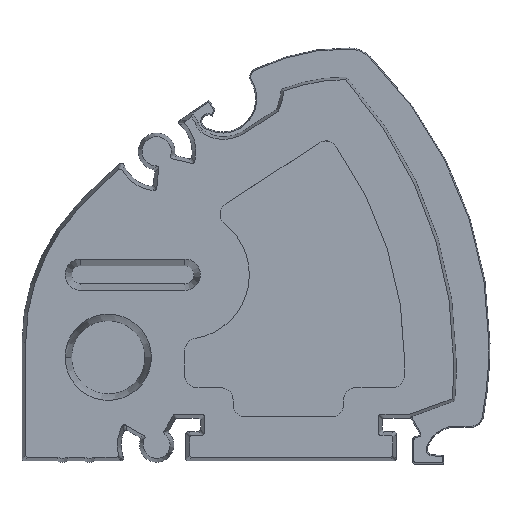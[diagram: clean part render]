
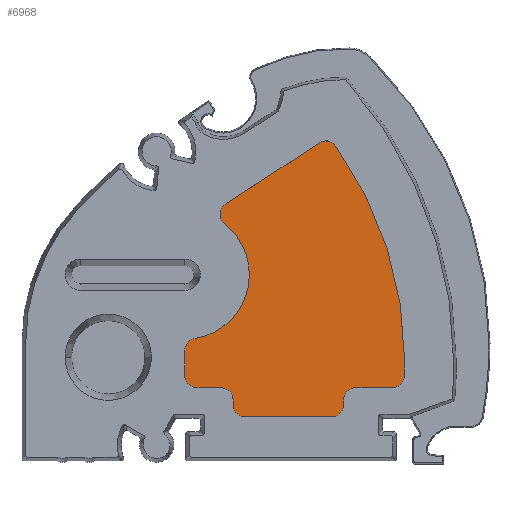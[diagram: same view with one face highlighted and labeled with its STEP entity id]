
A CAD part, top view. The second image highlights one B-rep face of the part: STEP entity #6968.
In plain terms, the highlighted planar face has unit normal (0, 0, 1).
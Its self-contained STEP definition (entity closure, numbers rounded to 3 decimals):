
#2558=DIRECTION('',(-1.,0.,0.));
#2559=VECTOR('',#2558,2.972);
#2560=CARTESIAN_POINT('',(15.216,-8.478,1.));
#2561=LINE('',#2560,#2559);
#2562=CARTESIAN_POINT('',(12.244,-9.478,1.));
#2563=DIRECTION('',(0.,0.,1.));
#2564=DIRECTION('',(0.,1.,0.));
#2565=AXIS2_PLACEMENT_3D('',#2562,#2563,#2564);
#2567=DIRECTION('',(0.,-1.,0.));
#2568=VECTOR('',#2567,0.386);
#2569=CARTESIAN_POINT('',(11.244,-9.478,1.));
#2570=LINE('',#2569,#2568);
#2571=CARTESIAN_POINT('',(10.244,-9.864,1.));
#2572=DIRECTION('',(0.,0.,-1.));
#2573=DIRECTION('',(1.,0.,0.));
#2574=AXIS2_PLACEMENT_3D('',#2571,#2572,#2573);
#2576=DIRECTION('',(-1.,0.,0.));
#2577=VECTOR('',#2576,7.045);
#2578=CARTESIAN_POINT('',(10.244,-10.864,1.));
#2579=LINE('',#2578,#2577);
#2580=CARTESIAN_POINT('',(3.199,-9.864,1.));
#2581=DIRECTION('',(0.,0.,-1.));
#2582=DIRECTION('',(0.,-1.,0.));
#2583=AXIS2_PLACEMENT_3D('',#2580,#2581,#2582);
#2585=DIRECTION('',(0.,1.,0.));
#2586=VECTOR('',#2585,0.386);
#2587=CARTESIAN_POINT('',(2.199,-9.864,1.));
#2588=LINE('',#2587,#2586);
#2589=CARTESIAN_POINT('',(1.199,-9.478,1.));
#2590=DIRECTION('',(0.,0.,1.));
#2591=DIRECTION('',(1.,0.,0.));
#2592=AXIS2_PLACEMENT_3D('',#2589,#2590,#2591);
#2594=DIRECTION('',(-1.,0.,0.));
#2595=VECTOR('',#2594,1.949);
#2596=CARTESIAN_POINT('',(1.199,-8.478,1.));
#2597=LINE('',#2596,#2595);
#2598=CARTESIAN_POINT('',(-0.75,-7.478,1.));
#2599=DIRECTION('',(0.,0.,-1.));
#2600=DIRECTION('',(0.,-1.,0.));
#2601=AXIS2_PLACEMENT_3D('',#2598,#2599,#2600);
#2603=DIRECTION('',(0.,1.,0.));
#2604=VECTOR('',#2603,2.029);
#2605=CARTESIAN_POINT('',(-1.75,-7.478,1.));
#2606=LINE('',#2605,#2604);
#2607=CARTESIAN_POINT('',(-0.75,-5.449,1.));
#2608=DIRECTION('',(0.,0.,-1.));
#2609=DIRECTION('',(-1.,0.,0.));
#2610=AXIS2_PLACEMENT_3D('',#2607,#2608,#2609);
#2612=CARTESIAN_POINT('',(-1.75,0.75,1.));
#2613=DIRECTION('',(0.,0.,1.));
#2614=DIRECTION('',(0.159,-0.987,0.));
#2615=AXIS2_PLACEMENT_3D('',#2612,#2613,#2614);
#2617=CARTESIAN_POINT('',(-1.75,0.75,1.));
#2618=DIRECTION('',(0.,0.,1.));
#2619=DIRECTION('',(1.,0.,0.));
#2620=AXIS2_PLACEMENT_3D('',#2617,#2618,#2619);
#2622=CARTESIAN_POINT('',(2.132,5.685,1.));
#2623=DIRECTION('',(0.,0.,-1.));
#2624=DIRECTION('',(-0.618,-0.786,0.));
#2625=AXIS2_PLACEMENT_3D('',#2622,#2623,#2624);
#2627=DIRECTION('',(0.838,0.546,0.));
#2628=VECTOR('',#2627,9.149);
#2629=CARTESIAN_POINT('',(1.586,6.523,1.));
#2630=LINE('',#2629,#2628);
#2631=CARTESIAN_POINT('',(9.795,10.683,1.));
#2632=DIRECTION('',(0.,0.,-1.));
#2633=DIRECTION('',(-0.546,0.838,0.));
#2634=AXIS2_PLACEMENT_3D('',#2631,#2632,#2633);
#2636=CARTESIAN_POINT('',(-14.311,-6.402,1.));
#2637=DIRECTION('',(0.,0.,-1.));
#2638=DIRECTION('',(0.816,0.578,0.));
#2639=AXIS2_PLACEMENT_3D('',#2636,#2637,#2638);
#2641=CARTESIAN_POINT('',(-14.311,-6.402,1.));
#2642=DIRECTION('',(0.,0.,-1.));
#2643=DIRECTION('',(1.,0.,0.));
#2644=AXIS2_PLACEMENT_3D('',#2641,#2642,#2643);
#2646=CARTESIAN_POINT('',(15.216,-7.478,1.));
#2647=DIRECTION('',(0.,0.,-1.));
#2648=DIRECTION('',(0.999,-0.036,0.));
#2649=AXIS2_PLACEMENT_3D('',#2646,#2647,#2648);
#3663=CARTESIAN_POINT('',(1.199,-8.478,1.));
#3664=VERTEX_POINT('',#3663);
#3665=CARTESIAN_POINT('',(2.199,-9.478,1.));
#3666=VERTEX_POINT('',#3665);
#3667=CARTESIAN_POINT('',(-0.75,-8.478,1.));
#3668=VERTEX_POINT('',#3667);
#3669=CARTESIAN_POINT('',(-1.75,-7.478,1.));
#3670=VERTEX_POINT('',#3669);
#3671=CARTESIAN_POINT('',(15.216,-8.478,1.));
#3672=CARTESIAN_POINT('',(12.244,-8.478,1.));
#3673=VERTEX_POINT('',#3671);
#3674=VERTEX_POINT('',#3672);
#3675=CARTESIAN_POINT('',(11.244,-9.478,1.));
#3676=VERTEX_POINT('',#3675);
#3677=CARTESIAN_POINT('',(11.244,-9.864,1.));
#3678=VERTEX_POINT('',#3677);
#3679=CARTESIAN_POINT('',(10.244,-10.864,1.));
#3680=VERTEX_POINT('',#3679);
#3681=CARTESIAN_POINT('',(3.199,-10.864,1.));
#3682=VERTEX_POINT('',#3681);
#3683=CARTESIAN_POINT('',(2.199,-9.864,1.));
#3684=VERTEX_POINT('',#3683);
#3685=CARTESIAN_POINT('',(-1.75,-5.449,1.));
#3686=VERTEX_POINT('',#3685);
#3687=CARTESIAN_POINT('',(-0.909,-4.462,1.));
#3688=VERTEX_POINT('',#3687);
#3689=CARTESIAN_POINT('',(3.529,0.75,1.));
#3690=CARTESIAN_POINT('',(1.514,4.899,1.));
#3691=VERTEX_POINT('',#3689);
#3692=VERTEX_POINT('',#3690);
#3693=CARTESIAN_POINT('',(1.586,6.523,1.));
#3694=VERTEX_POINT('',#3693);
#3695=CARTESIAN_POINT('',(9.248,11.521,1.));
#3696=VERTEX_POINT('',#3695);
#3697=CARTESIAN_POINT('',(10.611,11.262,1.));
#3698=VERTEX_POINT('',#3697);
#3699=CARTESIAN_POINT('',(16.235,-6.402,1.));
#3700=CARTESIAN_POINT('',(16.215,-7.514,1.));
#3701=VERTEX_POINT('',#3699);
#3702=VERTEX_POINT('',#3700);
#6924=CARTESIAN_POINT('',(0.,0.,1.));
#6925=DIRECTION('',(0.,0.,1.));
#6926=DIRECTION('',(1.,0.,0.));
#6927=AXIS2_PLACEMENT_3D('',#6924,#6925,#6926);
#6928=PLANE('',#6927);
#6930=ORIENTED_EDGE('',*,*,#6929,.T.);
#6932=ORIENTED_EDGE('',*,*,#6931,.T.);
#6934=ORIENTED_EDGE('',*,*,#6933,.T.);
#6936=ORIENTED_EDGE('',*,*,#6935,.T.);
#6938=ORIENTED_EDGE('',*,*,#6937,.T.);
#6940=ORIENTED_EDGE('',*,*,#6939,.T.);
#6942=ORIENTED_EDGE('',*,*,#6941,.T.);
#6943=ORIENTED_EDGE('',*,*,#6889,.T.);
#6944=ORIENTED_EDGE('',*,*,#6905,.T.);
#6945=ORIENTED_EDGE('',*,*,#6915,.T.);
#6947=ORIENTED_EDGE('',*,*,#6946,.T.);
#6949=ORIENTED_EDGE('',*,*,#6948,.T.);
#6951=ORIENTED_EDGE('',*,*,#6950,.T.);
#6953=ORIENTED_EDGE('',*,*,#6952,.T.);
#6955=ORIENTED_EDGE('',*,*,#6954,.T.);
#6957=ORIENTED_EDGE('',*,*,#6956,.T.);
#6959=ORIENTED_EDGE('',*,*,#6958,.T.);
#6961=ORIENTED_EDGE('',*,*,#6960,.T.);
#6963=ORIENTED_EDGE('',*,*,#6962,.T.);
#6965=ORIENTED_EDGE('',*,*,#6964,.T.);
#6966=EDGE_LOOP('',(#6930,#6932,#6934,#6936,#6938,#6940,#6942,#6943,#6944,#6945,
#6947,#6949,#6951,#6953,#6955,#6957,#6959,#6961,#6963,#6965));
#6967=FACE_OUTER_BOUND('',#6966,.F.);
#6968=ADVANCED_FACE('',(#6967),#6928,.T.);
#2566=CIRCLE('',#2565,1.);
#2575=CIRCLE('',#2574,1.);
#2584=CIRCLE('',#2583,1.);
#2593=CIRCLE('',#2592,1.);
#2602=CIRCLE('',#2601,1.);
#2611=CIRCLE('',#2610,1.);
#2616=CIRCLE('',#2615,5.279);
#2621=CIRCLE('',#2620,5.279);
#2626=CIRCLE('',#2625,1.);
#2635=CIRCLE('',#2634,1.);
#2640=CIRCLE('',#2639,30.547);
#2645=CIRCLE('',#2644,30.547);
#2650=CIRCLE('',#2649,1.);
#6889=EDGE_CURVE('',#3666,#3664,#2593,.T.);
#6905=EDGE_CURVE('',#3664,#3668,#2597,.T.);
#6915=EDGE_CURVE('',#3668,#3670,#2602,.T.);
#6929=EDGE_CURVE('',#3673,#3674,#2561,.T.);
#6931=EDGE_CURVE('',#3674,#3676,#2566,.T.);
#6933=EDGE_CURVE('',#3676,#3678,#2570,.T.);
#6935=EDGE_CURVE('',#3678,#3680,#2575,.T.);
#6937=EDGE_CURVE('',#3680,#3682,#2579,.T.);
#6939=EDGE_CURVE('',#3682,#3684,#2584,.T.);
#6941=EDGE_CURVE('',#3684,#3666,#2588,.T.);
#6946=EDGE_CURVE('',#3670,#3686,#2606,.T.);
#6948=EDGE_CURVE('',#3686,#3688,#2611,.T.);
#6950=EDGE_CURVE('',#3688,#3691,#2616,.T.);
#6952=EDGE_CURVE('',#3691,#3692,#2621,.T.);
#6954=EDGE_CURVE('',#3692,#3694,#2626,.T.);
#6956=EDGE_CURVE('',#3694,#3696,#2630,.T.);
#6958=EDGE_CURVE('',#3696,#3698,#2635,.T.);
#6960=EDGE_CURVE('',#3698,#3701,#2640,.T.);
#6962=EDGE_CURVE('',#3701,#3702,#2645,.T.);
#6964=EDGE_CURVE('',#3702,#3673,#2650,.T.);
